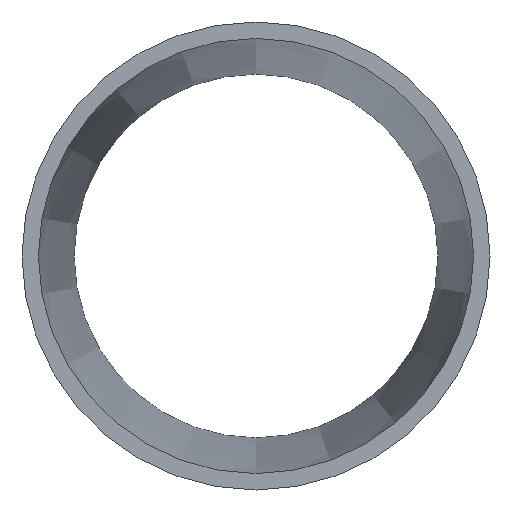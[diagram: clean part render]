
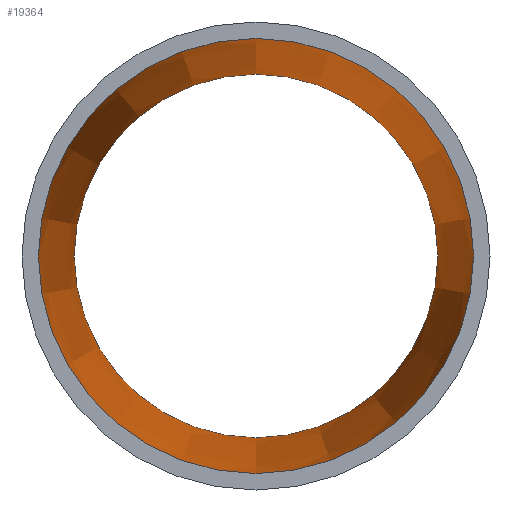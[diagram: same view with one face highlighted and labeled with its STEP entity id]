
A CAD part, front view. The second image highlights one B-rep face of the part: STEP entity #19364.
In plain terms, the highlighted conical face has half-angle 3.276 degrees and reference radius 26.497 mm.
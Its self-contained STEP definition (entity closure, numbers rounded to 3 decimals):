
#55 = CARTESIAN_POINT ( 'NONE',  ( 0., 76., 0. ) ) ;
#316 = AXIS2_PLACEMENT_3D ( 'NONE', #55, #5277, #5171 ) ;
#554 = DIRECTION ( 'NONE',  ( 0., 0., -1. ) ) ;
#635 = DIRECTION ( 'NONE',  ( 0., -1., 0. ) ) ;
#2325 = ORIENTED_EDGE ( 'NONE', *, *, #16711, .F. ) ;
#4381 = CARTESIAN_POINT ( 'NONE',  ( 0., 0., 0. ) ) ;
#4669 = AXIS2_PLACEMENT_3D ( 'NONE', #10870, #635, #10979 ) ;
#5171 = DIRECTION ( 'NONE',  ( 0., 0., -1. ) ) ;
#5277 = DIRECTION ( 'NONE',  ( 0., -1., 0. ) ) ;
#5754 = AXIS2_PLACEMENT_3D ( 'NONE', #4381, #10911, #554 ) ;
#6123 = CARTESIAN_POINT ( 'NONE',  ( 0., 0., -26.497 ) ) ;
#8064 = VERTEX_POINT ( 'NONE', #6123 ) ;
#10870 = CARTESIAN_POINT ( 'NONE',  ( 0., 0., 0. ) ) ;
#10911 = DIRECTION ( 'NONE',  ( 0., -1., 0. ) ) ;
#10979 = DIRECTION ( 'NONE',  ( 0., 0., -1. ) ) ;
#13421 = EDGE_LOOP ( 'NONE', ( #16100 ) ) ;
#15002 = VERTEX_POINT ( 'NONE', #21923 ) ;
#15567 = CIRCLE ( 'NONE', #5754, 26.497 ) ;
#15584 = CONICAL_SURFACE ( 'NONE', #4669, 26.497, 0.057 ) ;
#16100 = ORIENTED_EDGE ( 'NONE', *, *, #16268, .T. ) ;
#16210 = FACE_BOUND ( 'NONE', #20853, .T. ) ;
#16268 = EDGE_CURVE ( 'NONE', #8064, #8064, #15567, .T. ) ;
#16326 = FACE_OUTER_BOUND ( 'NONE', #13421, .T. ) ;
#16711 = EDGE_CURVE ( 'NONE', #15002, #15002, #17736, .T. ) ;
#17736 = CIRCLE ( 'NONE', #316, 22.147 ) ;
#19364 = ADVANCED_FACE ( 'NONE', ( #16210, #16326 ), #15584, .F. ) ;
#20853 = EDGE_LOOP ( 'NONE', ( #2325 ) ) ;
#21923 = CARTESIAN_POINT ( 'NONE',  ( 0., 76., -22.147 ) ) ;
